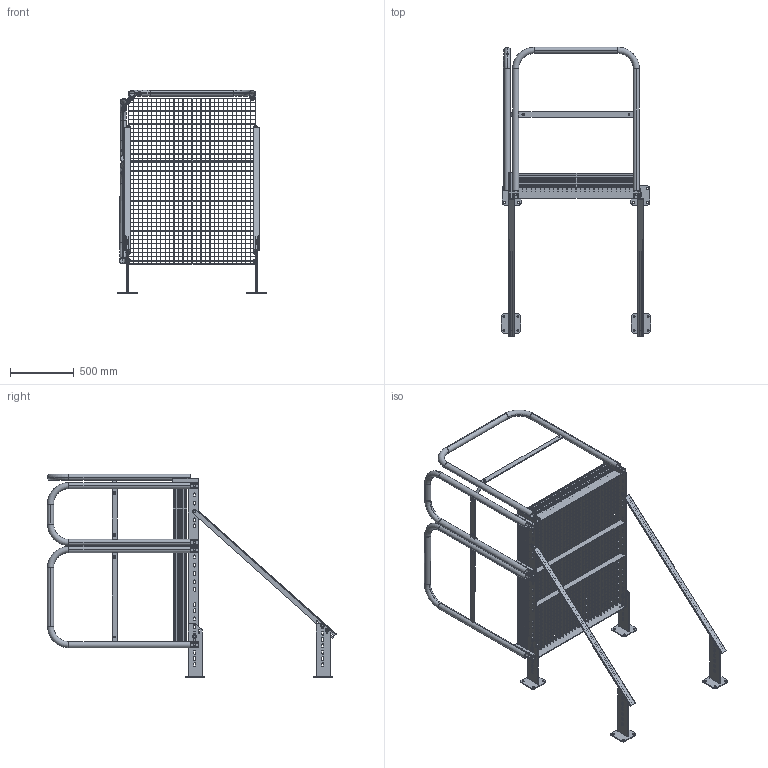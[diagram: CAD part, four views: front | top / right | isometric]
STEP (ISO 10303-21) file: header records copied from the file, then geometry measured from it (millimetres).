
FILE_DESCRIPTION (( 'STEP AP203' ), '1' );
FILE_NAME ('0529211701.STEP', '2024-07-02T05:53:42', ( '' ), ( '' ), 'SwSTEP 2.0', 'SolidWorks 2022', '' );
FILE_SCHEMA (( 'CONFIG_CONTROL_DESIGN' ));
Products named in the file (1): 0529211701
Bounding box: 1168 x 2262.25 x 1591.15 mm (x, y, z)
Volume: 12523158.8 mm3; surface area: 8338662.3 mm2
Topology: 177 solids, 177 shells, 6715 faces, 18412 edges, 12077 vertices
Faces by surface type: plane 5384, cylinder 756, cone 513, torus 62
Entity records: 213539 total; most frequent: CARTESIAN_POINT 42006, ORIENTED_EDGE 36824, DIRECTION 33319, EDGE_CURVE 18412, LINE 15513, VECTOR 15513, VERTEX_POINT 12077, AXIS2_PLACEMENT_3D 8903
